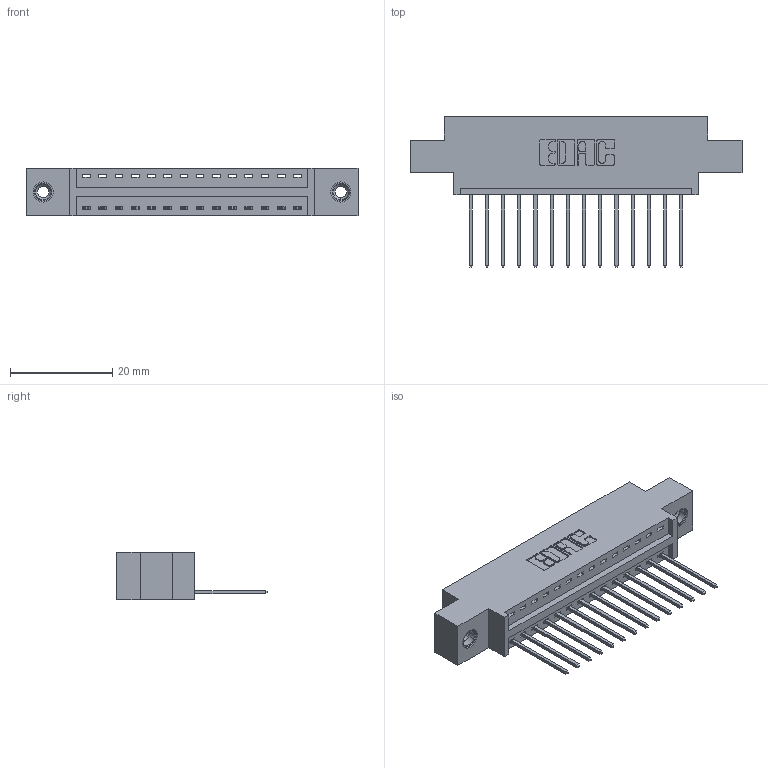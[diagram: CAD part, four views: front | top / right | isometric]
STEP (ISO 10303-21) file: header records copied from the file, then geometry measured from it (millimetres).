
FILE_DESCRIPTION (( 'STEP AP203' ), '1' );
FILE_NAME ('396-014-540-608.STEP', '2018-08-31T10:08:12', ( '' ), ( '' ), 'SwSTEP 2.0', 'SolidWorks 2016', '' );
FILE_SCHEMA (( 'CONFIG_CONTROL_DESIGN' ));
Length unit declared in the file: inch
Products named in the file (4): 346 Part_0.170 Offset - 0.156 Dia-TI; 345-292-001_345-293-140; 345-250-001_345-250-003-102; 396-014-540-608
Assembly tree (17 placements, depth 2):
  396-014-540-608
    346 Part_0.170 Offset - 0.156 Dia-TI
    345-292-001_345-293-140  x14
    345-250-001_345-250-003-102  x2
Bounding box: 65.02 x 29.46 x 9.4 mm (x, y, z)
Volume: 5889.2 mm3; surface area: 7379.1 mm2
Topology: 17 solids, 17 shells, 998 faces, 2941 edges, 1934 vertices
Faces by surface type: plane 672, cylinder 310, cone 12, torus 4
Entity records: 13794 total; most frequent: CARTESIAN_POINT 2357, ORIENTED_EDGE 2298, DIRECTION 2139, EDGE_CURVE 1149, VECTOR 941, LINE 941, VERTEX_POINT 760, AXIS2_PLACEMENT_3D 599
